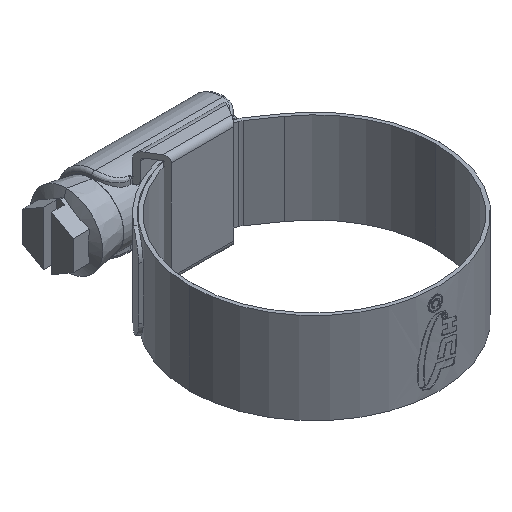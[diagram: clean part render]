
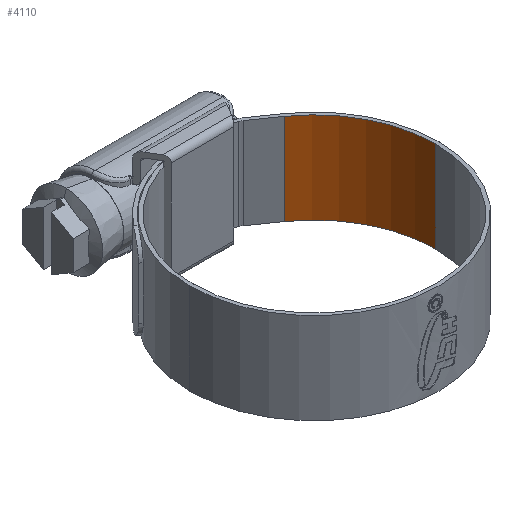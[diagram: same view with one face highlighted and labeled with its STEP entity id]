
A CAD part, isometric view. The second image highlights one B-rep face of the part: STEP entity #4110.
In plain terms, the highlighted cylindrical face has radius 19 mm (diameter 38 mm), a partial arc.
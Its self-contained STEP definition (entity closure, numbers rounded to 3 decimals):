
#67 = FACE_OUTER_BOUND ( 'NONE', #4267, .T. ) ;
#127 = CARTESIAN_POINT ( 'NONE',  ( 19., 0., -7.135 ) ) ;
#317 = AXIS2_PLACEMENT_3D ( 'NONE', #5807, #2301, #3509 ) ;
#1182 = EDGE_CURVE ( 'NONE', #1474, #3958, #7348, .T. ) ;
#1396 = VERTEX_POINT ( 'NONE', #127 ) ;
#1406 = DIRECTION ( 'NONE',  ( 0., 0., 1. ) ) ;
#1474 = VERTEX_POINT ( 'NONE', #7336 ) ;
#1542 = CARTESIAN_POINT ( 'NONE',  ( 19., 0., 7.135 ) ) ;
#1790 = EDGE_CURVE ( 'NONE', #6619, #1474, #4527, .T. ) ;
#1921 = ORIENTED_EDGE ( 'NONE', *, *, #1182, .T. ) ;
#2301 = DIRECTION ( 'NONE',  ( 0., 0., 1. ) ) ;
#2397 = DIRECTION ( 'NONE',  ( -1., 0., 0. ) ) ;
#2601 = EDGE_CURVE ( 'NONE', #6619, #1396, #5925, .T. ) ;
#2672 = CARTESIAN_POINT ( 'NONE',  ( 0., 0., -7.135 ) ) ;
#2711 = DIRECTION ( 'NONE',  ( 0., 0., -1. ) ) ;
#2878 = ORIENTED_EDGE ( 'NONE', *, *, #2601, .F. ) ;
#2940 = EDGE_CURVE ( 'NONE', #1396, #3958, #5546, .T. ) ;
#3069 = AXIS2_PLACEMENT_3D ( 'NONE', #2672, #1406, #5055 ) ;
#3189 = CARTESIAN_POINT ( 'NONE',  ( 10.898, 15.564, -7.135 ) ) ;
#3509 = DIRECTION ( 'NONE',  ( 1., 0., 0. ) ) ;
#3692 = VECTOR ( 'NONE', #7390, 1000. ) ;
#3958 = VERTEX_POINT ( 'NONE', #3189 ) ;
#4110 = ADVANCED_FACE ( 'NONE', ( #67 ), #4269, .F. ) ;
#4267 = EDGE_LOOP ( 'NONE', ( #2878, #6491, #1921, #4645 ) ) ;
#4269 = CYLINDRICAL_SURFACE ( 'NONE', #7146, 19. ) ;
#4527 = CIRCLE ( 'NONE', #317, 19. ) ;
#4645 = ORIENTED_EDGE ( 'NONE', *, *, #2940, .F. ) ;
#5055 = DIRECTION ( 'NONE',  ( 1., 0., 0. ) ) ;
#5546 = CIRCLE ( 'NONE', #3069, 19. ) ;
#5807 = CARTESIAN_POINT ( 'NONE',  ( 0., 0., 7.135 ) ) ;
#5855 = CARTESIAN_POINT ( 'NONE',  ( 0., 0., 7.135 ) ) ;
#5892 = DIRECTION ( 'NONE',  ( 0., 0., -1. ) ) ;
#5925 = LINE ( 'NONE', #1542, #7491 ) ;
#6178 = CARTESIAN_POINT ( 'NONE',  ( 19., 0., 7.135 ) ) ;
#6491 = ORIENTED_EDGE ( 'NONE', *, *, #1790, .T. ) ;
#6619 = VERTEX_POINT ( 'NONE', #6178 ) ;
#7146 = AXIS2_PLACEMENT_3D ( 'NONE', #5855, #5892, #2397 ) ;
#7317 = CARTESIAN_POINT ( 'NONE',  ( 10.898, 15.564, 7.135 ) ) ;
#7336 = CARTESIAN_POINT ( 'NONE',  ( 10.898, 15.564, 7.135 ) ) ;
#7348 = LINE ( 'NONE', #7317, #3692 ) ;
#7390 = DIRECTION ( 'NONE',  ( 0., 0., -1. ) ) ;
#7491 = VECTOR ( 'NONE', #2711, 1000. ) ;
